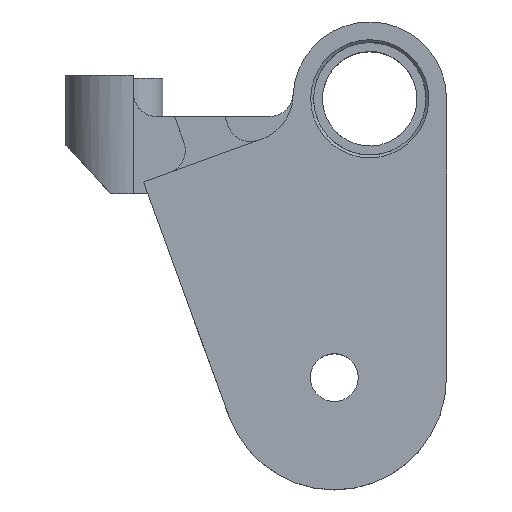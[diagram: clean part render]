
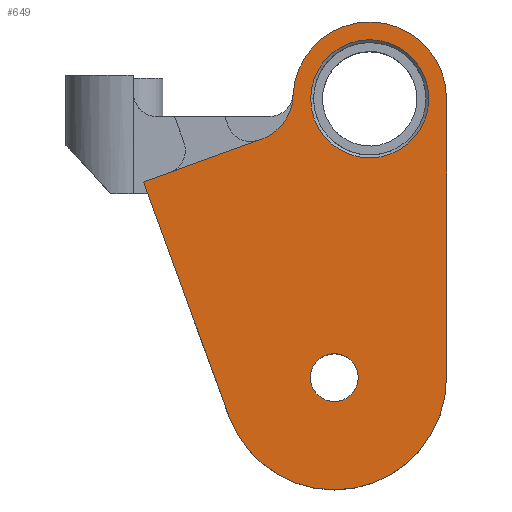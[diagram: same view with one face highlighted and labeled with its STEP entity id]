
A CAD part, top view. The second image highlights one B-rep face of the part: STEP entity #649.
In plain terms, the highlighted planar face has unit normal (0, 0, 1).
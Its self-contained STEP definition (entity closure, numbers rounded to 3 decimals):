
#49 = DIRECTION ( 'NONE',  ( 0., 0., -1. ) ) ;
#68 = VERTEX_POINT ( 'NONE', #261 ) ;
#93 = VERTEX_POINT ( 'NONE', #1518 ) ;
#94 = CARTESIAN_POINT ( 'NONE',  ( 0.053, -0.146, 34.8 ) ) ;
#99 = CARTESIAN_POINT ( 'NONE',  ( 13., 0., 34.8 ) ) ;
#103 = LINE ( 'NONE', #99, #1313 ) ;
#105 = CIRCLE ( 'NONE', #378, 13. ) ;
#157 = VERTEX_POINT ( 'NONE', #1402 ) ;
#210 = DIRECTION ( 'NONE',  ( 0., 0., 1. ) ) ;
#249 = EDGE_CURVE ( 'NONE', #157, #1961, #1163, .T. ) ;
#261 = CARTESIAN_POINT ( 'NONE',  ( -38.269, -14.094, 34.8 ) ) ;
#276 = CARTESIAN_POINT ( 'NONE',  ( -23.854, -53.698, 34.8 ) ) ;
#277 = DIRECTION ( 'NONE',  ( 1., 0., 0. ) ) ;
#281 = FACE_OUTER_BOUND ( 'NONE', #1698, .T. ) ;
#315 = EDGE_LOOP ( 'NONE', ( #2002, #479 ) ) ;
#335 = EDGE_CURVE ( 'NONE', #1815, #68, #1913, .T. ) ;
#378 = AXIS2_PLACEMENT_3D ( 'NONE', #1134, #210, #1909 ) ;
#402 = EDGE_CURVE ( 'NONE', #435, #447, #1690, .T. ) ;
#422 = ORIENTED_EDGE ( 'NONE', *, *, #1733, .T. ) ;
#435 = VERTEX_POINT ( 'NONE', #528 ) ;
#440 = ORIENTED_EDGE ( 'NONE', *, *, #249, .F. ) ;
#445 = DIRECTION ( 'NONE',  ( 0., 0., -1. ) ) ;
#447 = VERTEX_POINT ( 'NONE', #1305 ) ;
#479 = ORIENTED_EDGE ( 'NONE', *, *, #1316, .T. ) ;
#528 = CARTESIAN_POINT ( 'NONE',  ( 10., 0., 34.8 ) ) ;
#539 = EDGE_CURVE ( 'NONE', #578, #1838, #678, .T. ) ;
#547 = EDGE_LOOP ( 'NONE', ( #440, #679 ) ) ;
#572 = ORIENTED_EDGE ( 'NONE', *, *, #1869, .F. ) ;
#578 = VERTEX_POINT ( 'NONE', #1673 ) ;
#595 = EDGE_CURVE ( 'NONE', #68, #1838, #863, .T. ) ;
#635 = CARTESIAN_POINT ( 'NONE',  ( -6., -47.2, 34.8 ) ) ;
#649 = ADVANCED_FACE ( 'NONE', ( #1948, #281, #1053 ), #1293, .T. ) ;
#658 = VERTEX_POINT ( 'NONE', #1762 ) ;
#676 = DIRECTION ( 'NONE',  ( 1., 0., 0. ) ) ;
#678 = CIRCLE ( 'NONE', #2003, 8. ) ;
#679 = ORIENTED_EDGE ( 'NONE', *, *, #1382, .F. ) ;
#766 = ORIENTED_EDGE ( 'NONE', *, *, #539, .T. ) ;
#769 = CARTESIAN_POINT ( 'NONE',  ( -6., -47.2, 34.8 ) ) ;
#807 = AXIS2_PLACEMENT_3D ( 'NONE', #769, #1852, #277 ) ;
#860 = DIRECTION ( 'NONE',  ( 0., 0., 1. ) ) ;
#863 = LINE ( 'NONE', #94, #1168 ) ;
#869 = DIRECTION ( 'NONE',  ( 1., 0., 0. ) ) ;
#950 = AXIS2_PLACEMENT_3D ( 'NONE', #635, #956, #963 ) ;
#956 = DIRECTION ( 'NONE',  ( 0., 0., 1. ) ) ;
#963 = DIRECTION ( 'NONE',  ( 1., 0., 0. ) ) ;
#986 = CARTESIAN_POINT ( 'NONE',  ( 0., 0., 34.8 ) ) ;
#995 = DIRECTION ( 'NONE',  ( 1., 0., 0. ) ) ;
#1026 = CARTESIAN_POINT ( 'NONE',  ( -20.988, 0.709, 34.8 ) ) ;
#1053 = FACE_BOUND ( 'NONE', #547, .T. ) ;
#1076 = CARTESIAN_POINT ( 'NONE',  ( -10.05, -47.2, 34.8 ) ) ;
#1106 = CARTESIAN_POINT ( 'NONE',  ( -38.322, -13.948, 34.8 ) ) ;
#1134 = CARTESIAN_POINT ( 'NONE',  ( 0., 0., 34.8 ) ) ;
#1163 = CIRCLE ( 'NONE', #950, 4.05 ) ;
#1168 = VECTOR ( 'NONE', #1486, 1000. ) ;
#1241 = DIRECTION ( 'NONE',  ( 1., 0., 0. ) ) ;
#1256 = VECTOR ( 'NONE', #1416, 1000. ) ;
#1263 = AXIS2_PLACEMENT_3D ( 'NONE', #986, #860, #676 ) ;
#1293 = PLANE ( 'NONE',  #1263 ) ;
#1305 = CARTESIAN_POINT ( 'NONE',  ( -10., 0., 34.8 ) ) ;
#1313 = VECTOR ( 'NONE', #1526, 1000. ) ;
#1316 = EDGE_CURVE ( 'NONE', #447, #435, #1894, .T. ) ;
#1355 = DIRECTION ( 'NONE',  ( 0., 0., -1. ) ) ;
#1382 = EDGE_CURVE ( 'NONE', #1961, #157, #1944, .T. ) ;
#1390 = ORIENTED_EDGE ( 'NONE', *, *, #1588, .T. ) ;
#1402 = CARTESIAN_POINT ( 'NONE',  ( -1.95, -47.2, 34.8 ) ) ;
#1416 = DIRECTION ( 'NONE',  ( -0.342, 0.94, 0. ) ) ;
#1486 = DIRECTION ( 'NONE',  ( 0.94, 0.342, 0. ) ) ;
#1496 = DIRECTION ( 'NONE',  ( 0., 0., 1. ) ) ;
#1515 = ORIENTED_EDGE ( 'NONE', *, *, #595, .F. ) ;
#1518 = CARTESIAN_POINT ( 'NONE',  ( 13., -47.2, 34.8 ) ) ;
#1526 = DIRECTION ( 'NONE',  ( 0., -1., 0. ) ) ;
#1574 = AXIS2_PLACEMENT_3D ( 'NONE', #1599, #49, #995 ) ;
#1588 = EDGE_CURVE ( 'NONE', #658, #578, #105, .T. ) ;
#1599 = CARTESIAN_POINT ( 'NONE',  ( 0., 0., 34.8 ) ) ;
#1673 = CARTESIAN_POINT ( 'NONE',  ( -12.993, 0.439, 34.8 ) ) ;
#1690 = CIRCLE ( 'NONE', #1574, 10. ) ;
#1698 = EDGE_LOOP ( 'NONE', ( #1390, #766, #1515, #1841, #422, #572 ) ) ;
#1733 = EDGE_CURVE ( 'NONE', #1815, #93, #1806, .T. ) ;
#1762 = CARTESIAN_POINT ( 'NONE',  ( 13., 0., 34.8 ) ) ;
#1775 = AXIS2_PLACEMENT_3D ( 'NONE', #2008, #445, #1241 ) ;
#1806 = CIRCLE ( 'NONE', #1850, 19. ) ;
#1815 = VERTEX_POINT ( 'NONE', #276 ) ;
#1831 = DIRECTION ( 'NONE',  ( 1., 0., 0. ) ) ;
#1838 = VERTEX_POINT ( 'NONE', #1989 ) ;
#1841 = ORIENTED_EDGE ( 'NONE', *, *, #335, .F. ) ;
#1850 = AXIS2_PLACEMENT_3D ( 'NONE', #1941, #1496, #869 ) ;
#1852 = DIRECTION ( 'NONE',  ( 0., 0., 1. ) ) ;
#1869 = EDGE_CURVE ( 'NONE', #658, #93, #103, .T. ) ;
#1894 = CIRCLE ( 'NONE', #1775, 10. ) ;
#1909 = DIRECTION ( 'NONE',  ( 1., 0., 0. ) ) ;
#1913 = LINE ( 'NONE', #1106, #1256 ) ;
#1941 = CARTESIAN_POINT ( 'NONE',  ( -6., -47.2, 34.8 ) ) ;
#1944 = CIRCLE ( 'NONE', #807, 4.05 ) ;
#1948 = FACE_BOUND ( 'NONE', #315, .T. ) ;
#1961 = VERTEX_POINT ( 'NONE', #1076 ) ;
#1989 = CARTESIAN_POINT ( 'NONE',  ( -18.252, -6.809, 34.8 ) ) ;
#2002 = ORIENTED_EDGE ( 'NONE', *, *, #402, .T. ) ;
#2003 = AXIS2_PLACEMENT_3D ( 'NONE', #1026, #1355, #1831 ) ;
#2008 = CARTESIAN_POINT ( 'NONE',  ( 0., 0., 34.8 ) ) ;
